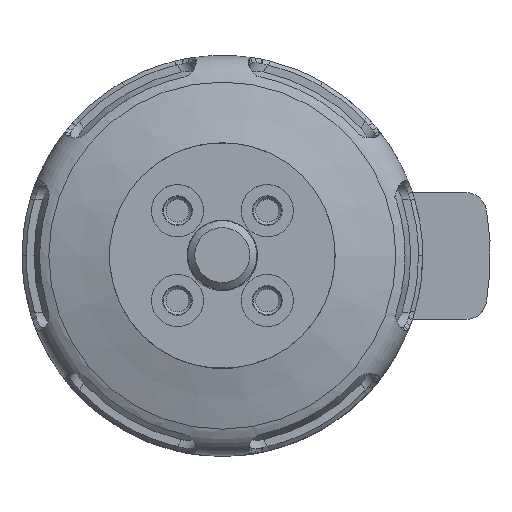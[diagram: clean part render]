
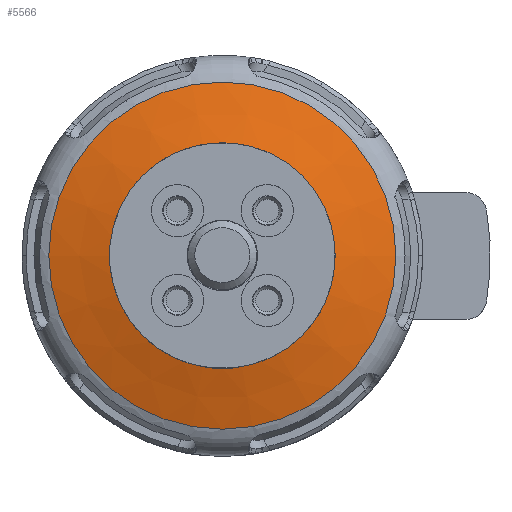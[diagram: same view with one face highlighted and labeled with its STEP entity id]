
A CAD part, top view. The second image highlights one B-rep face of the part: STEP entity #5566.
In plain terms, the highlighted conical face has half-angle 74.414 degrees and reference radius 10.151 mm.
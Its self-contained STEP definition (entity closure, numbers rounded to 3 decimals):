
#963=FACE_OUTER_BOUND('',#1301,.T.);
#1301=EDGE_LOOP('',(#4841,#4842,#4843,#4844));
#1610=LINE('',#17858,#1898);
#1898=VECTOR('',#6764,10.151);
#2051=CIRCLE('',#5819,12.302);
#2072=CIRCLE('',#5875,8.);
#2255=VERTEX_POINT('',#7481);
#2491=VERTEX_POINT('',#9943);
#2866=EDGE_CURVE('',#2255,#2255,#2051,.T.);
#3119=EDGE_CURVE('',#2491,#2491,#2072,.T.);
#3408=EDGE_CURVE('',#2255,#2491,#1610,.T.);
#4841=ORIENTED_EDGE('',*,*,#2866,.F.);
#4842=ORIENTED_EDGE('',*,*,#3408,.T.);
#4843=ORIENTED_EDGE('',*,*,#3119,.F.);
#4844=ORIENTED_EDGE('',*,*,#3408,.F.);
#5319=CONICAL_SURFACE('',#5925,10.151,1.299);
#5566=ADVANCED_FACE('',(#963),#5319,.T.);
#5819=AXIS2_PLACEMENT_3D('',#7482,#6369,#6370);
#5875=AXIS2_PLACEMENT_3D('',#9944,#6518,#6519);
#5925=AXIS2_PLACEMENT_3D('',#17857,#6762,#6763);
#6369=DIRECTION('center_axis',(0.,0.,-1.));
#6370=DIRECTION('ref_axis',(1.,0.,0.));
#6518=DIRECTION('center_axis',(0.,0.,1.));
#6519=DIRECTION('ref_axis',(1.,0.,0.));
#6762=DIRECTION('center_axis',(0.,0.,-1.));
#6763=DIRECTION('ref_axis',(-1.,0.,0.));
#6764=DIRECTION('',(-0.963,0.,0.269));
#7481=CARTESIAN_POINT('',(12.302,0.,20.3));
#7482=CARTESIAN_POINT('Origin',(0.,0.,20.3));
#9943=CARTESIAN_POINT('',(8.,0.,21.5));
#9944=CARTESIAN_POINT('Origin',(0.,0.,
21.5));
#17857=CARTESIAN_POINT('Origin',(0.,0.,
20.9));
#17858=CARTESIAN_POINT('',(10.151,0.,20.9));
